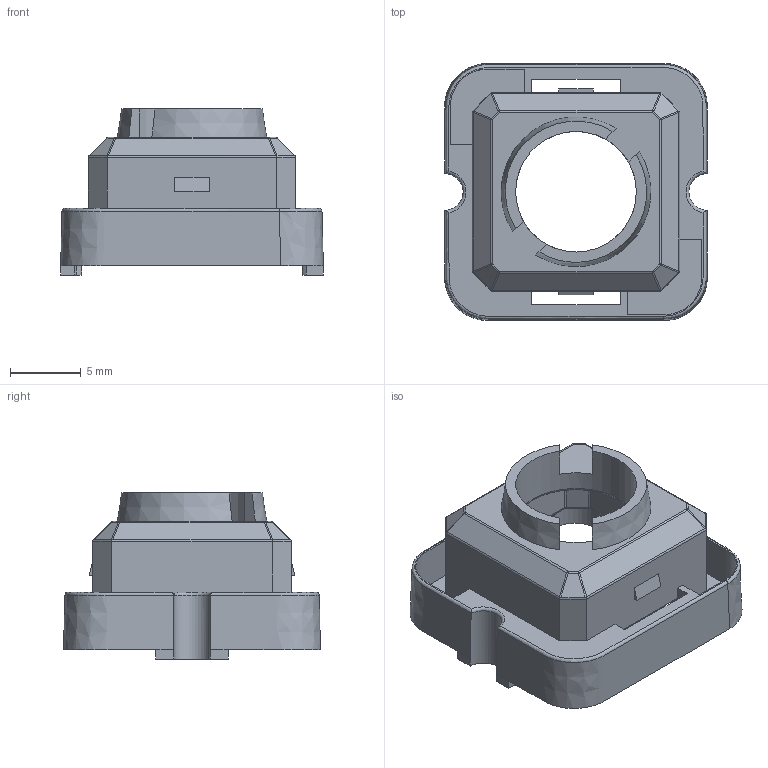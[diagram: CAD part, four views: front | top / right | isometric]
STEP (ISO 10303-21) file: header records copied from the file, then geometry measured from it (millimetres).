
FILE_DESCRIPTION(/* description */ (''),/* implementation_level */ '2;1');
FILE_NAME(/* name */ 'Topre_Housing_v5 v1.step',/* time_stamp */ '2022-03-17T02:05:28+01:00',/* author */ (''),/* organization */ (''),/* preprocessor_version */ 'ST-DEVELOPER v18.1',/* originating_system */ 'Autodesk Translation Framework v10.13.0.1454',/* authorisation */ '');
FILE_SCHEMA (('AUTOMOTIVE_DESIGN { 1 0 10303 214 3 1 1 }'));
Length unit declared in the file: millimetre
Products named in the file (1): Topre_Housing_v5
Bounding box: 18.5 x 18.1 x 11.7 mm (x, y, z)
Volume: 717.1 mm3; surface area: 1705.8 mm2
Topology: 1 solids, 1 shells, 229 faces, 603 edges, 372 vertices
Faces by surface type: plane 95, cylinder 87, torus 17, sphere 16, bspline 12, cone 2
Full cylindrical faces by diameter (mm): 8.5 x1
Entity records: 8333 total; most frequent: CARTESIAN_POINT 2608, DIRECTION 1213, ORIENTED_EDGE 1198, EDGE_CURVE 599, AXIS2_PLACEMENT_3D 437, VERTEX_POINT 372, LINE 339, VECTOR 339
